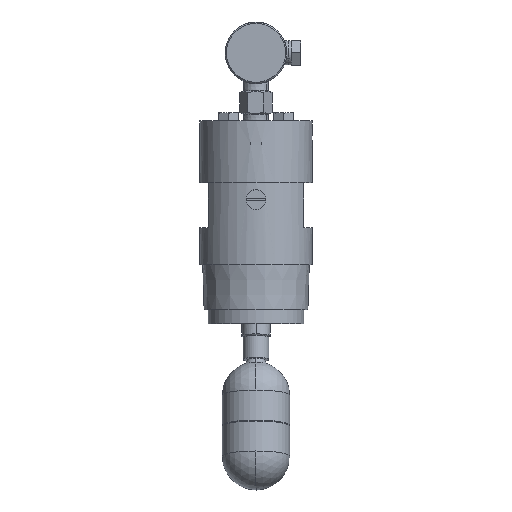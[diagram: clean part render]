
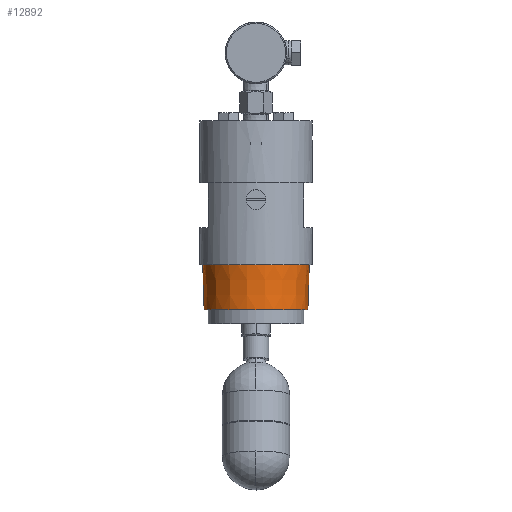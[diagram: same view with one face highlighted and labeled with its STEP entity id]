
A CAD part, front view. The second image highlights one B-rep face of the part: STEP entity #12892.
In plain terms, the highlighted conical face has half-angle 1.79 degrees and reference radius 30.163 mm.
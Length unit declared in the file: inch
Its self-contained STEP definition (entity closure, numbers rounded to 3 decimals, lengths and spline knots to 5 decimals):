
#27 = EDGE_LOOP ( 'NONE', ( #8599, #15439, #11126, #10909 ) ) ;
#1265 = DIRECTION ( 'NONE',  ( -1., 0., 0. ) ) ;
#2438 = DIRECTION ( 'NONE',  ( -1., 0., 0. ) ) ;
#2768 = VERTEX_POINT ( 'NONE', #9897 ) ;
#3070 = AXIS2_PLACEMENT_3D ( 'NONE', #12645, #11433, #11329 ) ;
#3704 = CARTESIAN_POINT ( 'NONE',  ( 0., 0., 0.3125 ) ) ;
#4420 = EDGE_CURVE ( 'NONE', #12811, #10784, #10364, .T. ) ;
#5249 = DIRECTION ( 'NONE',  ( 0., 0., -1. ) ) ;
#6831 = CARTESIAN_POINT ( 'NONE',  ( -1.1875, 0., 1.3125 ) ) ;
#7052 = CONICAL_SURFACE ( 'NONE', #3070, 1.1875, 0.031 ) ;
#8419 = FACE_OUTER_BOUND ( 'NONE', #27, .T. ) ;
#8599 = ORIENTED_EDGE ( 'NONE', *, *, #14203, .F. ) ;
#8750 = CIRCLE ( 'NONE', #13707, 1.15625 ) ;
#9555 = CARTESIAN_POINT ( 'NONE',  ( 1.1875, 0., 1.3125 ) ) ;
#9644 = EDGE_CURVE ( 'NONE', #2768, #13751, #8750, .T. ) ;
#9897 = CARTESIAN_POINT ( 'NONE',  ( 1.15625, 0., 0.3125 ) ) ;
#10095 = CARTESIAN_POINT ( 'NONE',  ( 0., 0., 1.3125 ) ) ;
#10099 = VECTOR ( 'NONE', #11989, 39.37008 ) ;
#10364 = CIRCLE ( 'NONE', #10585, 1.1875 ) ;
#10506 = LINE ( 'NONE', #15788, #10099 ) ;
#10585 = AXIS2_PLACEMENT_3D ( 'NONE', #10095, #5249, #1265 ) ;
#10784 = VERTEX_POINT ( 'NONE', #6831 ) ;
#10909 = ORIENTED_EDGE ( 'NONE', *, *, #4420, .T. ) ;
#11126 = ORIENTED_EDGE ( 'NONE', *, *, #12290, .T. ) ;
#11316 = DIRECTION ( 'NONE',  ( 0., 0., -1. ) ) ;
#11329 = DIRECTION ( 'NONE',  ( 1., 0., 0. ) ) ;
#11433 = DIRECTION ( 'NONE',  ( 0., 0., 1. ) ) ;
#11989 = DIRECTION ( 'NONE',  ( -0.031, 0., 1. ) ) ;
#12290 = EDGE_CURVE ( 'NONE', #2768, #12811, #15562, .T. ) ;
#12645 = CARTESIAN_POINT ( 'NONE',  ( 0., 0., 1.3125 ) ) ;
#12811 = VERTEX_POINT ( 'NONE', #9555 ) ;
#12827 = DIRECTION ( 'NONE',  ( 0.031, 0., 1. ) ) ;
#12892 = ADVANCED_FACE ( 'NONE', ( #8419 ), #7052, .T. ) ;
#13707 = AXIS2_PLACEMENT_3D ( 'NONE', #3704, #11316, #2438 ) ;
#13751 = VERTEX_POINT ( 'NONE', #16411 ) ;
#14170 = CARTESIAN_POINT ( 'NONE',  ( 1.1875, 0., 1.3125 ) ) ;
#14203 = EDGE_CURVE ( 'NONE', #13751, #10784, #10506, .T. ) ;
#15439 = ORIENTED_EDGE ( 'NONE', *, *, #9644, .F. ) ;
#15562 = LINE ( 'NONE', #14170, #15942 ) ;
#15788 = CARTESIAN_POINT ( 'NONE',  ( -1.1875, 0., 1.3125 ) ) ;
#15942 = VECTOR ( 'NONE', #12827, 39.37008 ) ;
#16411 = CARTESIAN_POINT ( 'NONE',  ( -1.15625, 0., 0.3125 ) ) ;
